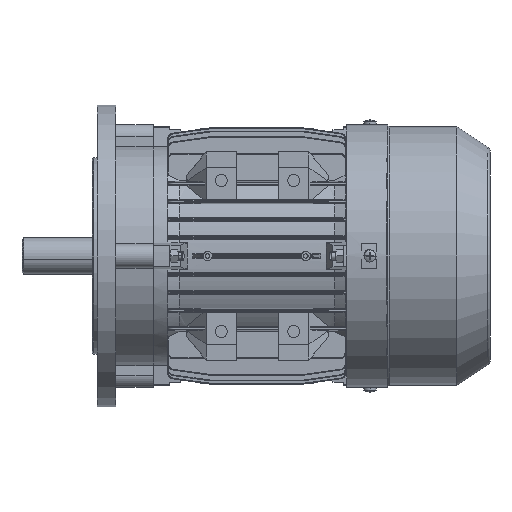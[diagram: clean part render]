
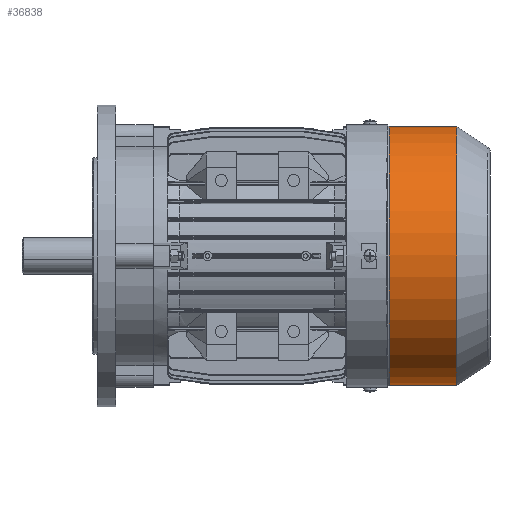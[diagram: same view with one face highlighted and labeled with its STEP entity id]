
A CAD part, front view. The second image highlights one B-rep face of the part: STEP entity #36838.
In plain terms, the highlighted cylindrical face has radius 85.8 mm (diameter 171.6 mm), a partial arc.
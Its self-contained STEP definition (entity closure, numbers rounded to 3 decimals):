
#32358 = VERTEX_POINT ( 'NONE', #56666 ) ;
#32360 = VERTEX_POINT ( 'NONE', #56665 ) ;
#32364 = EDGE_CURVE ( 'NONE', #32360, #32398, #56730, .T. ) ;
#32397 = VERTEX_POINT ( 'NONE', #56762 ) ;
#32398 = VERTEX_POINT ( 'NONE', #56761 ) ;
#32446 = EDGE_CURVE ( 'NONE', #32358, #32397, #56776, .T. ) ;
#36834 = EDGE_CURVE ( 'NONE', #32360, #32358, #61204, .T. ) ;
#36838 = ADVANCED_FACE ( 'NONE', ( #61199 ), #61198, .T. ) ;
#36844 = EDGE_LOOP ( 'NONE', ( #36846, #36851, #36855, #36859 ) ) ;
#36846 = ORIENTED_EDGE ( 'NONE', *, *, #32364, .F. ) ;
#36851 = ORIENTED_EDGE ( 'NONE', *, *, #36834, .T. ) ;
#36855 = ORIENTED_EDGE ( 'NONE', *, *, #32446, .T. ) ;
#36859 = ORIENTED_EDGE ( 'NONE', *, *, #36861, .F. ) ;
#36861 = EDGE_CURVE ( 'NONE', #32398, #32397, #61239, .T. ) ;
#56665 = CARTESIAN_POINT ( 'NONE',  ( 73., 0., -85.8 ) ) ;
#56666 = CARTESIAN_POINT ( 'NONE',  ( 73., 0., 85.8 ) ) ;
#56727 = DIRECTION ( 'NONE',  ( -1., 0., 0. ) ) ;
#56728 = VECTOR ( 'NONE', #56727, 1000. ) ;
#56729 = CARTESIAN_POINT ( 'NONE',  ( 0., 0., -85.8 ) ) ;
#56730 = LINE ( 'NONE', #56729, #56728 ) ;
#56761 = CARTESIAN_POINT ( 'NONE',  ( 28.25, 0., -85.8 ) ) ;
#56762 = CARTESIAN_POINT ( 'NONE',  ( 28.25, 0., 85.8 ) ) ;
#56773 = DIRECTION ( 'NONE',  ( -1., 0., 0. ) ) ;
#56774 = VECTOR ( 'NONE', #56773, 1000. ) ;
#56775 = CARTESIAN_POINT ( 'NONE',  ( 0., 0., 85.8 ) ) ;
#56776 = LINE ( 'NONE', #56775, #56774 ) ;
#61194 = DIRECTION ( 'NONE',  ( 0., 0., 1. ) ) ;
#61195 = DIRECTION ( 'NONE',  ( -1., 0., 0. ) ) ;
#61196 = CARTESIAN_POINT ( 'NONE',  ( 0., 0., 0. ) ) ;
#61197 = AXIS2_PLACEMENT_3D ( 'NONE', #61196, #61195, #61194 ) ;
#61198 = CYLINDRICAL_SURFACE ( 'NONE', #61197, 85.8 ) ;
#61199 = FACE_OUTER_BOUND ( 'NONE', #36844, .T. ) ;
#61200 = DIRECTION ( 'NONE',  ( 0., 0., 1. ) ) ;
#61201 = DIRECTION ( 'NONE',  ( -1., 0., 0. ) ) ;
#61202 = CARTESIAN_POINT ( 'NONE',  ( 73., 0., 0. ) ) ;
#61203 = AXIS2_PLACEMENT_3D ( 'NONE', #61202, #61201, #61200 ) ;
#61204 = CIRCLE ( 'NONE', #61203, 85.8 ) ;
#61235 = DIRECTION ( 'NONE',  ( 0., 0., 1. ) ) ;
#61236 = DIRECTION ( 'NONE',  ( -1., 0., 0. ) ) ;
#61237 = CARTESIAN_POINT ( 'NONE',  ( 28.25, 0., 0. ) ) ;
#61238 = AXIS2_PLACEMENT_3D ( 'NONE', #61237, #61236, #61235 ) ;
#61239 = CIRCLE ( 'NONE', #61238, 85.8 ) ;
